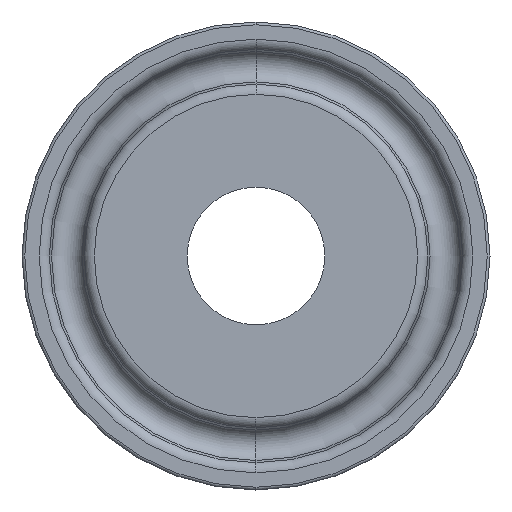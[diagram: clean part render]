
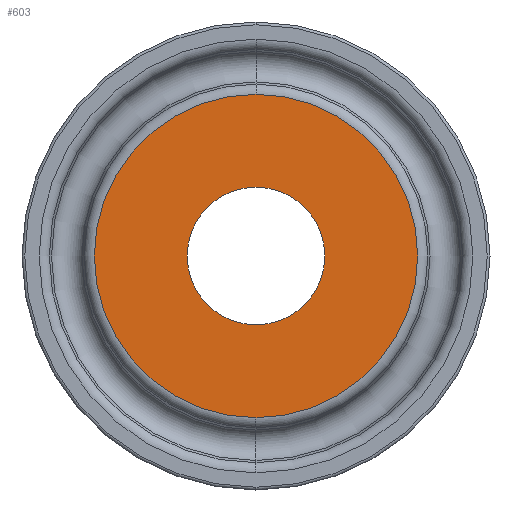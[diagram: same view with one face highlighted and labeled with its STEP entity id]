
A CAD part, left-side view. The second image highlights one B-rep face of the part: STEP entity #603.
In plain terms, the highlighted planar face has unit normal (-1, 0, 0).
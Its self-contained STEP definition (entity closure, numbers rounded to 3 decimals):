
#17 = CARTESIAN_POINT ( 'NONE',  ( 0., 0., 0. ) ) ;
#52 = AXIS2_PLACEMENT_3D ( 'NONE', #965, #824, #145 ) ;
#54 = DIRECTION ( 'NONE',  ( 0., 0., -1. ) ) ;
#126 = CIRCLE ( 'NONE', #360, 5. ) ;
#130 = ORIENTED_EDGE ( 'NONE', *, *, #665, .F. ) ;
#145 = DIRECTION ( 'NONE',  ( 0., 0., 1. ) ) ;
#169 = AXIS2_PLACEMENT_3D ( 'NONE', #17, #524, #678 ) ;
#174 = VERTEX_POINT ( 'NONE', #776 ) ;
#187 = EDGE_LOOP ( 'NONE', ( #436, #346 ) ) ;
#202 = CARTESIAN_POINT ( 'NONE',  ( 0., 11.747, 0. ) ) ;
#212 = PLANE ( 'NONE',  #458 ) ;
#216 = VERTEX_POINT ( 'NONE', #509 ) ;
#239 = CIRCLE ( 'NONE', #52, 5. ) ;
#242 = CARTESIAN_POINT ( 'NONE',  ( 0., 0., -5. ) ) ;
#278 = DIRECTION ( 'NONE',  ( 0., 0., 1. ) ) ;
#279 = VERTEX_POINT ( 'NONE', #242 ) ;
#346 = ORIENTED_EDGE ( 'NONE', *, *, #793, .T. ) ;
#360 = AXIS2_PLACEMENT_3D ( 'NONE', #774, #931, #522 ) ;
#436 = ORIENTED_EDGE ( 'NONE', *, *, #805, .T. ) ;
#458 = AXIS2_PLACEMENT_3D ( 'NONE', #202, #480, #54 ) ;
#459 = CIRCLE ( 'NONE', #1053, 11.747 ) ;
#476 = EDGE_CURVE ( 'NONE', #279, #886, #126, .T. ) ;
#480 = DIRECTION ( 'NONE',  ( 1., 0., 0. ) ) ;
#509 = CARTESIAN_POINT ( 'NONE',  ( 0., 0., 11.747 ) ) ;
#522 = DIRECTION ( 'NONE',  ( 0., 0., 1. ) ) ;
#524 = DIRECTION ( 'NONE',  ( -1., 0., 0. ) ) ;
#603 = ADVANCED_FACE ( 'NONE', ( #622, #948 ), #212, .F. ) ;
#608 = CARTESIAN_POINT ( 'NONE',  ( 0., 0., 5. ) ) ;
#622 = FACE_BOUND ( 'NONE', #711, .T. ) ;
#665 = EDGE_CURVE ( 'NONE', #886, #279, #239, .T. ) ;
#678 = DIRECTION ( 'NONE',  ( 0., 0., 1. ) ) ;
#711 = EDGE_LOOP ( 'NONE', ( #130, #989 ) ) ;
#774 = CARTESIAN_POINT ( 'NONE',  ( 0., 0., 0. ) ) ;
#776 = CARTESIAN_POINT ( 'NONE',  ( 0., 0., -11.747 ) ) ;
#779 = DIRECTION ( 'NONE',  ( -1., 0., 0. ) ) ;
#793 = EDGE_CURVE ( 'NONE', #174, #216, #920, .T. ) ;
#805 = EDGE_CURVE ( 'NONE', #216, #174, #459, .T. ) ;
#824 = DIRECTION ( 'NONE',  ( -1., 0., 0. ) ) ;
#860 = CARTESIAN_POINT ( 'NONE',  ( 0., 0., 0. ) ) ;
#886 = VERTEX_POINT ( 'NONE', #608 ) ;
#920 = CIRCLE ( 'NONE', #169, 11.747 ) ;
#931 = DIRECTION ( 'NONE',  ( -1., 0., 0. ) ) ;
#948 = FACE_OUTER_BOUND ( 'NONE', #187, .T. ) ;
#965 = CARTESIAN_POINT ( 'NONE',  ( 0., 0., 0. ) ) ;
#989 = ORIENTED_EDGE ( 'NONE', *, *, #476, .F. ) ;
#1053 = AXIS2_PLACEMENT_3D ( 'NONE', #860, #779, #278 ) ;
